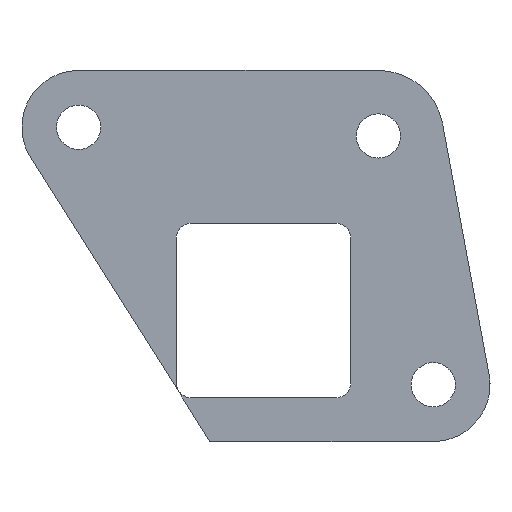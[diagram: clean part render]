
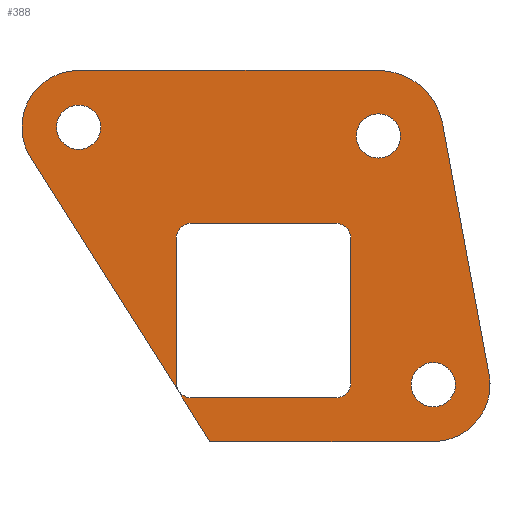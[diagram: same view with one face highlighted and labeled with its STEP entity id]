
A CAD part, front view. The second image highlights one B-rep face of the part: STEP entity #388.
In plain terms, the highlighted planar face has unit normal (0, -1, 0).
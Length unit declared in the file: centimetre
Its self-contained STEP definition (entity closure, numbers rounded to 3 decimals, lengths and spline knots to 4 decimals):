
#28=FACE_BOUND('',#81,.T.);
#29=FACE_BOUND('',#82,.T.);
#30=FACE_BOUND('',#83,.T.);
#37=CIRCLE('',#411,1.3);
#38=CIRCLE('',#412,1.5);
#39=CIRCLE('',#413,1.3);
#40=CIRCLE('',#414,0.35);
#41=CIRCLE('',#415,0.35);
#42=CIRCLE('',#416,0.35);
#43=CIRCLE('',#417,0.35);
#44=CIRCLE('',#418,0.35);
#45=CIRCLE('',#419,0.5075);
#46=CIRCLE('',#420,0.5075);
#47=CIRCLE('',#421,0.5075);
#60=FACE_OUTER_BOUND('',#80,.T.);
#80=EDGE_LOOP('',(#271,#272,#273,#274,#275,#276,#277,#278,#279,#280,#281,
#282,#283,#284,#285,#286,#287));
#81=EDGE_LOOP('',(#288));
#82=EDGE_LOOP('',(#289));
#83=EDGE_LOOP('',(#290));
#108=LINE('',#574,#141);
#112=LINE('',#585,#145);
#113=LINE('',#590,#146);
#114=LINE('',#594,#147);
#115=LINE('',#598,#148);
#116=LINE('',#602,#149);
#117=LINE('',#606,#150);
#118=LINE('',#609,#151);
#119=LINE('',#610,#152);
#141=VECTOR('',#455,6.8641);
#145=VECTOR('',#463,5.8339);
#146=VECTOR('',#468,1.);
#147=VECTOR('',#471,3.3);
#148=VECTOR('',#474,3.3);
#149=VECTOR('',#477,3.3);
#150=VECTOR('',#480,3.3);
#151=VECTOR('',#483,1.);
#152=VECTOR('',#484,5.1208);
#174=VERTEX_POINT('',#572);
#175=VERTEX_POINT('',#573);
#178=VERTEX_POINT('',#581);
#179=VERTEX_POINT('',#582);
#180=VERTEX_POINT('',#584);
#181=VERTEX_POINT('',#587);
#182=VERTEX_POINT('',#589);
#183=VERTEX_POINT('',#591);
#184=VERTEX_POINT('',#593);
#185=VERTEX_POINT('',#595);
#186=VERTEX_POINT('',#597);
#187=VERTEX_POINT('',#599);
#188=VERTEX_POINT('',#601);
#189=VERTEX_POINT('',#603);
#190=VERTEX_POINT('',#605);
#191=VERTEX_POINT('',#608);
#192=VERTEX_POINT('',#611);
#193=VERTEX_POINT('',#613);
#194=VERTEX_POINT('',#615);
#212=EDGE_CURVE('',#174,#175,#108,.T.);
#216=EDGE_CURVE('',#178,#179,#37,.T.);
#217=EDGE_CURVE('',#180,#178,#112,.T.);
#218=EDGE_CURVE('',#175,#180,#38,.T.);
#219=EDGE_CURVE('',#181,#174,#39,.T.);
#220=EDGE_CURVE('',#182,#181,#113,.T.);
#221=EDGE_CURVE('',#183,#182,#40,.T.);
#222=EDGE_CURVE('',#184,#183,#114,.T.);
#223=EDGE_CURVE('',#185,#184,#41,.T.);
#224=EDGE_CURVE('',#186,#185,#115,.T.);
#225=EDGE_CURVE('',#187,#186,#42,.T.);
#226=EDGE_CURVE('',#188,#187,#116,.T.);
#227=EDGE_CURVE('',#189,#188,#43,.T.);
#228=EDGE_CURVE('',#190,#189,#117,.T.);
#229=EDGE_CURVE('',#182,#190,#44,.T.);
#230=EDGE_CURVE('',#191,#182,#118,.T.);
#231=EDGE_CURVE('',#179,#191,#119,.T.);
#232=EDGE_CURVE('',#192,#192,#45,.T.);
#233=EDGE_CURVE('',#193,#193,#46,.T.);
#234=EDGE_CURVE('',#194,#194,#47,.T.);
#271=ORIENTED_EDGE('',*,*,#216,.F.);
#272=ORIENTED_EDGE('',*,*,#217,.F.);
#273=ORIENTED_EDGE('',*,*,#218,.F.);
#274=ORIENTED_EDGE('',*,*,#212,.F.);
#275=ORIENTED_EDGE('',*,*,#219,.F.);
#276=ORIENTED_EDGE('',*,*,#220,.F.);
#277=ORIENTED_EDGE('',*,*,#221,.F.);
#278=ORIENTED_EDGE('',*,*,#222,.F.);
#279=ORIENTED_EDGE('',*,*,#223,.F.);
#280=ORIENTED_EDGE('',*,*,#224,.F.);
#281=ORIENTED_EDGE('',*,*,#225,.F.);
#282=ORIENTED_EDGE('',*,*,#226,.F.);
#283=ORIENTED_EDGE('',*,*,#227,.F.);
#284=ORIENTED_EDGE('',*,*,#228,.F.);
#285=ORIENTED_EDGE('',*,*,#229,.F.);
#286=ORIENTED_EDGE('',*,*,#230,.F.);
#287=ORIENTED_EDGE('',*,*,#231,.F.);
#288=ORIENTED_EDGE('',*,*,#232,.F.);
#289=ORIENTED_EDGE('',*,*,#233,.F.);
#290=ORIENTED_EDGE('',*,*,#234,.F.);
#378=PLANE('',#410);
#388=ADVANCED_FACE('',(#60,#28,#29,#30),#378,.F.);
#410=AXIS2_PLACEMENT_3D('',#580,#459,#460);
#411=AXIS2_PLACEMENT_3D('',#583,#461,#462);
#412=AXIS2_PLACEMENT_3D('',#586,#464,#465);
#413=AXIS2_PLACEMENT_3D('',#588,#466,#467);
#414=AXIS2_PLACEMENT_3D('',#592,#469,#470);
#415=AXIS2_PLACEMENT_3D('',#596,#472,#473);
#416=AXIS2_PLACEMENT_3D('',#600,#475,#476);
#417=AXIS2_PLACEMENT_3D('',#604,#478,#479);
#418=AXIS2_PLACEMENT_3D('',#607,#481,#482);
#419=AXIS2_PLACEMENT_3D('',#612,#485,#486);
#420=AXIS2_PLACEMENT_3D('',#614,#487,#488);
#421=AXIS2_PLACEMENT_3D('',#616,#489,#490);
#455=DIRECTION('',(1.,0.,0.));
#459=DIRECTION('center_axis',(0.,1.,0.));
#460=DIRECTION('ref_axis',(0.,0.,1.));
#461=DIRECTION('center_axis',(0.,1.,0.));
#462=DIRECTION('ref_axis',(0.983,0.,0.182));
#463=DIRECTION('',(0.182,0.,-0.983));
#464=DIRECTION('center_axis',(0.,1.,0.));
#465=DIRECTION('ref_axis',(0.,0.,1.));
#466=DIRECTION('center_axis',(0.,1.,0.));
#467=DIRECTION('ref_axis',(-0.846,0.,-0.533));
#468=DIRECTION('',(-0.533,0.,0.846));
#469=DIRECTION('center_axis',(0.,-1.,0.));
#470=DIRECTION('ref_axis',(-1.,0.,0.));
#471=DIRECTION('',(0.,0.,-1.));
#472=DIRECTION('center_axis',(0.,-1.,0.));
#473=DIRECTION('ref_axis',(0.,0.,1.));
#474=DIRECTION('',(-1.,0.,0.));
#475=DIRECTION('center_axis',(0.,-1.,0.));
#476=DIRECTION('ref_axis',(1.,0.,0.));
#477=DIRECTION('',(0.,0.,1.));
#478=DIRECTION('center_axis',(0.,-1.,0.));
#479=DIRECTION('ref_axis',(0.,0.,-1.));
#480=DIRECTION('',(1.,0.,0.));
#481=DIRECTION('center_axis',(0.,-1.,0.));
#482=DIRECTION('ref_axis',(0.,0.,
-1.));
#483=DIRECTION('',(-0.533,0.,0.846));
#484=DIRECTION('',(-1.,0.,0.));
#485=DIRECTION('center_axis',(0.,-1.,0.));
#486=DIRECTION('ref_axis',(0.,0.,1.));
#487=DIRECTION('center_axis',(0.,-1.,0.));
#488=DIRECTION('ref_axis',(0.,0.,1.));
#489=DIRECTION('center_axis',(0.,-1.,0.));
#490=DIRECTION('ref_axis',(0.,0.,1.));
#572=CARTESIAN_POINT('',(51.8944,3.8,-50.7));
#573=CARTESIAN_POINT('',(58.7586,3.8,-50.7));
#574=CARTESIAN_POINT('',(51.8944,3.8,-50.7));
#580=CARTESIAN_POINT('Origin',(0.,3.8,0.));
#581=CARTESIAN_POINT('',(61.2956,3.8,-57.6633));
#582=CARTESIAN_POINT('',(60.0173,3.8,-59.2));
#583=CARTESIAN_POINT('Origin',(60.0173,3.8,-57.9));
#584=CARTESIAN_POINT('',(60.2335,3.8,-51.9269));
#585=CARTESIAN_POINT('',(60.2335,3.8,-51.9269));
#586=CARTESIAN_POINT('Origin',(58.7586,3.8,-52.2));
#587=CARTESIAN_POINT('',(50.7947,3.8,-52.6933));
#588=CARTESIAN_POINT('Origin',(51.8944,3.8,-52.));
#589=CARTESIAN_POINT('',(54.1757,3.8,-58.0401));
#590=CARTESIAN_POINT('',(54.1679,3.8,-58.0441));
#591=CARTESIAN_POINT('',(54.13,3.8,-57.85));
#592=CARTESIAN_POINT('Origin',(54.48,3.8,-57.85));
#593=CARTESIAN_POINT('',(54.13,3.8,-54.55));
#594=CARTESIAN_POINT('',(54.13,3.8,-54.55));
#595=CARTESIAN_POINT('',(54.48,3.8,-54.2));
#596=CARTESIAN_POINT('Origin',(54.48,3.8,-54.55));
#597=CARTESIAN_POINT('',(57.78,3.8,-54.2));
#598=CARTESIAN_POINT('',(57.78,3.8,-54.2));
#599=CARTESIAN_POINT('',(58.13,3.8,-54.55));
#600=CARTESIAN_POINT('Origin',(57.78,3.8,-54.55));
#601=CARTESIAN_POINT('',(58.13,3.8,-57.85));
#602=CARTESIAN_POINT('',(58.13,3.8,-57.85));
#603=CARTESIAN_POINT('',(57.78,3.8,-58.2));
#604=CARTESIAN_POINT('Origin',(57.78,3.8,-57.85));
#605=CARTESIAN_POINT('',(54.48,3.8,-58.2));
#606=CARTESIAN_POINT('',(54.48,3.8,-58.2));
#607=CARTESIAN_POINT('Origin',(54.48,3.8,-57.85));
#608=CARTESIAN_POINT('',(54.8966,3.8,-59.2));
#609=CARTESIAN_POINT('',(54.8966,3.8,-59.2));
#610=CARTESIAN_POINT('',(60.0173,3.8,-59.2));
#611=CARTESIAN_POINT('',(60.0173,3.8,-57.3925));
#612=CARTESIAN_POINT('Origin',(60.0173,3.8,-57.9));
#613=CARTESIAN_POINT('',(51.8944,3.8,-51.4925));
#614=CARTESIAN_POINT('Origin',(51.8944,3.8,-52.));
#615=CARTESIAN_POINT('',(58.7586,3.8,-51.6925));
#616=CARTESIAN_POINT('Origin',(58.7586,3.8,-52.2));
